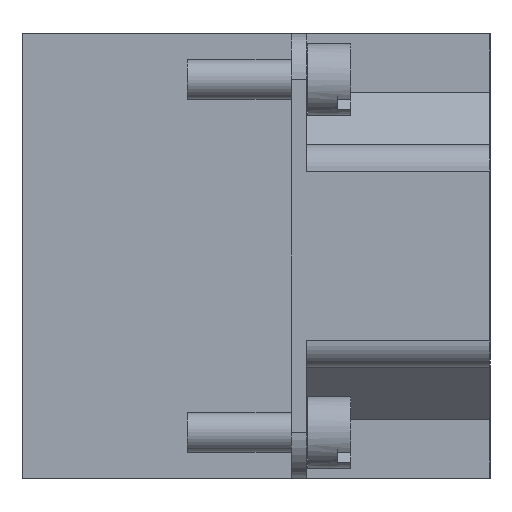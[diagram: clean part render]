
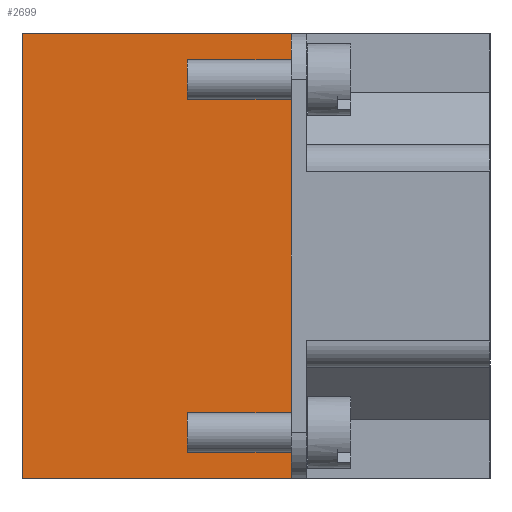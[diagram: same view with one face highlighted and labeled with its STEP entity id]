
A CAD part, left-side view. The second image highlights one B-rep face of the part: STEP entity #2699.
In plain terms, the highlighted planar face has unit normal (-1, 0, 0).
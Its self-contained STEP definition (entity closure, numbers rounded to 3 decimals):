
#1785=PLANE('',#16215);
#2699=ADVANCED_FACE('',(#3482),#1785,.T.);
#3482=FACE_OUTER_BOUND('',#4967,.T.);
#4967=EDGE_LOOP('',(#8931,#8932,#8933,#8934));
#8931=ORIENTED_EDGE('',*,*,#12344,.F.);
#8932=ORIENTED_EDGE('',*,*,#12306,.F.);
#8933=ORIENTED_EDGE('',*,*,#12169,.F.);
#8934=ORIENTED_EDGE('',*,*,#12346,.F.);
#10492=VERTEX_POINT('',#24307);
#10493=VERTEX_POINT('',#24309);
#10588=VERTEX_POINT('',#24595);
#10611=VERTEX_POINT('',#24670);
#12169=EDGE_CURVE('',#10492,#10493,#13189,.T.);
#12306=EDGE_CURVE('',#10493,#10588,#13298,.T.);
#12344=EDGE_CURVE('',#10588,#10611,#13331,.T.);
#12346=EDGE_CURVE('',#10611,#10492,#13333,.T.);
#13189=LINE('',#24308,#14163);
#13298=LINE('',#24594,#14272);
#13331=LINE('',#24669,#14305);
#13333=LINE('',#24673,#14307);
#14163=VECTOR('',#20082,1.);
#14272=VECTOR('',#20355,1.);
#14305=VECTOR('',#20426,1.);
#14307=VECTOR('',#20430,1.);
#16215=AXIS2_PLACEMENT_3D('',#24674,#20431,#20432);
#20082=DIRECTION('',(0.,0.,1.));
#20355=DIRECTION('',(0.,-1.,0.));
#20426=DIRECTION('',(0.,0.,-1.));
#20430=DIRECTION('',(0.,1.,0.));
#20431=DIRECTION('',(-1.,0.,0.));
#20432=DIRECTION('',(0.,0.,1.));
#24307=CARTESIAN_POINT('',(-45.15,20.6,-17.));
#24308=CARTESIAN_POINT('',(-45.15,20.6,-17.));
#24309=CARTESIAN_POINT('',(-45.15,20.6,17.));
#24594=CARTESIAN_POINT('',(-45.15,20.6,17.));
#24595=CARTESIAN_POINT('',(-45.15,0.,17.));
#24669=CARTESIAN_POINT('',(-45.15,0.,17.));
#24670=CARTESIAN_POINT('',(-45.15,0.,-17.));
#24673=CARTESIAN_POINT('',(-45.15,0.,-17.));
#24674=CARTESIAN_POINT('',(-45.15,0.,-17.));
